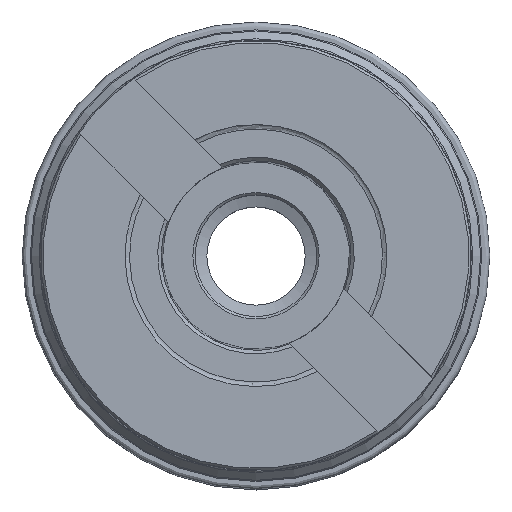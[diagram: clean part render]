
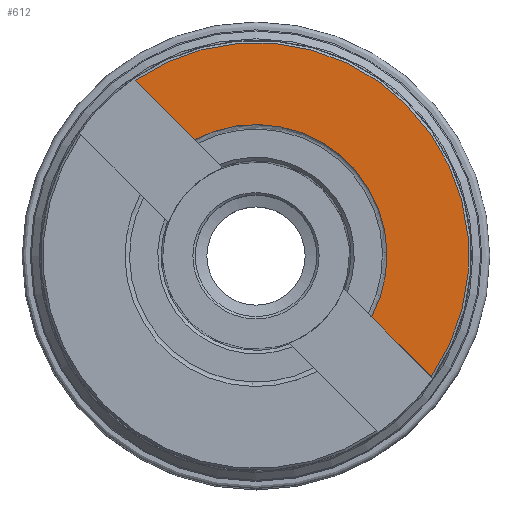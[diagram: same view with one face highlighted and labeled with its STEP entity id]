
A CAD part, top view. The second image highlights one B-rep face of the part: STEP entity #612.
In plain terms, the highlighted planar face has unit normal (0, 0, 1).
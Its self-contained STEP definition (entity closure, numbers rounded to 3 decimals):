
#127=FACE_OUTER_BOUND('',#206,.T.);
#153=LINE('',#2109,#169);
#154=LINE('',#2113,#170);
#169=VECTOR('',#1424,1.);
#170=VECTOR('',#1427,1.);
#182=PLANE('',#1238);
#206=EDGE_LOOP('',(#291,#292,#293,#294));
#291=ORIENTED_EDGE('',*,*,#443,.T.);
#292=ORIENTED_EDGE('',*,*,#444,.F.);
#293=ORIENTED_EDGE('',*,*,#445,.F.);
#294=ORIENTED_EDGE('',*,*,#446,.F.);
#443=EDGE_CURVE('',#788,#789,#517,.T.);
#444=EDGE_CURVE('',#790,#789,#153,.T.);
#445=EDGE_CURVE('',#791,#790,#518,.T.);
#446=EDGE_CURVE('',#788,#791,#154,.T.);
#517=CIRCLE('',#1236,45.5);
#518=CIRCLE('',#1237,28.);
#612=ADVANCED_FACE('',(#127),#182,.T.);
#788=VERTEX_POINT('',#2107);
#789=VERTEX_POINT('',#2108);
#790=VERTEX_POINT('',#2110);
#791=VERTEX_POINT('',#2112);
#1236=AXIS2_PLACEMENT_3D('',#2106,#1422,#1423);
#1237=AXIS2_PLACEMENT_3D('',#2111,#1425,#1426);
#1238=AXIS2_PLACEMENT_3D('',#2114,#1428,#1429);
#1422=DIRECTION('',(0.,0.,1.));
#1423=DIRECTION('',(1.,0.,0.));
#1424=DIRECTION('',(-0.707,0.707,0.));
#1425=DIRECTION('',(0.,0.,1.));
#1426=DIRECTION('',(1.,0.,0.));
#1427=DIRECTION('',(-0.707,0.707,0.));
#1428=DIRECTION('',(0.,0.,1.));
#1429=DIRECTION('',(1.,0.,0.));
#2106=CARTESIAN_POINT('',(0.,0.,0.));
#2107=CARTESIAN_POINT('',(37.461,-25.825,0.));
#2108=CARTESIAN_POINT('',(-25.825,37.461,0.));
#2109=CARTESIAN_POINT('',(5.818,5.818,0.));
#2110=CARTESIAN_POINT('',(-13.107,24.743,0.));
#2111=CARTESIAN_POINT('',(0.,0.,0.));
#2112=CARTESIAN_POINT('',(24.743,-13.107,0.));
#2113=CARTESIAN_POINT('',(53.547,-41.912,0.));
#2114=CARTESIAN_POINT('',(0.,0.,0.));
